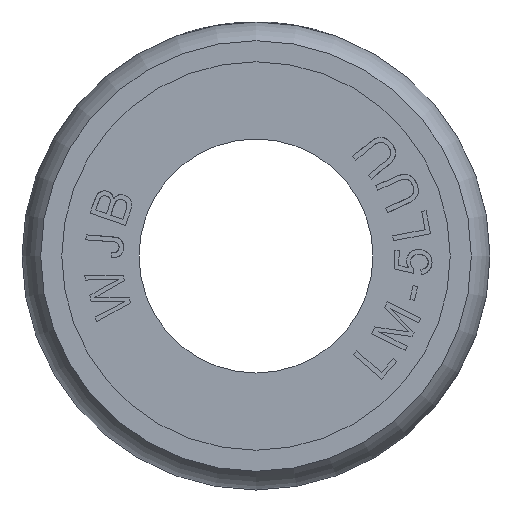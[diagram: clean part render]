
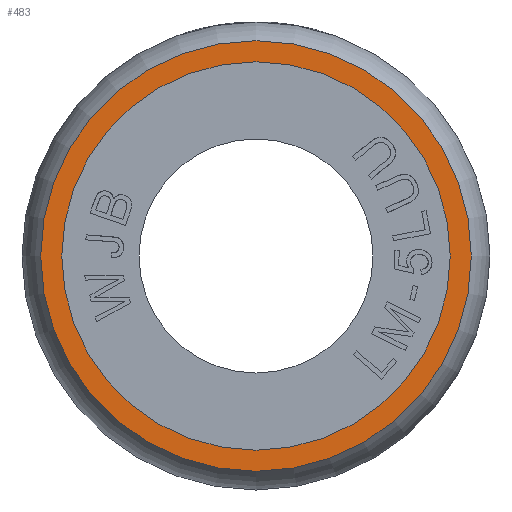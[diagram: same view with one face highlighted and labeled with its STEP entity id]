
A CAD part, left-side view. The second image highlights one B-rep face of the part: STEP entity #483.
In plain terms, the highlighted planar face has unit normal (-1, 0, 0).
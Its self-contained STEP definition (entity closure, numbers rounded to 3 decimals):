
#483=ADVANCED_FACE('',(#1064,#1065),#770,.T.);
#770=PLANE('',#5383);
#989=CIRCLE('',#5380,4.6);
#990=CIRCLE('',#5381,4.15);
#991=CIRCLE('',#5382,4.15);
#1064=FACE_BOUND('',#1139,.T.);
#1065=FACE_BOUND('',#1140,.T.);
#1139=EDGE_LOOP('',(#2005));
#1140=EDGE_LOOP('',(#2006,#2007));
#2005=ORIENTED_EDGE('',*,*,#3973,.T.);
#2006=ORIENTED_EDGE('',*,*,#3974,.F.);
#2007=ORIENTED_EDGE('',*,*,#3975,.F.);
#3473=VERTEX_POINT('',#7985);
#3474=VERTEX_POINT('',#7987);
#3475=VERTEX_POINT('',#7988);
#3973=EDGE_CURVE('',#3473,#3473,#989,.T.);
#3974=EDGE_CURVE('',#3474,#3475,#990,.T.);
#3975=EDGE_CURVE('',#3475,#3474,#991,.T.);
#5380=AXIS2_PLACEMENT_3D('',#7984,#5853,#5854);
#5381=AXIS2_PLACEMENT_3D('',#7986,#5855,#5856);
#5382=AXIS2_PLACEMENT_3D('',#7989,#5857,#5858);
#5383=AXIS2_PLACEMENT_3D('',#7990,#5859,#5860);
#5853=DIRECTION('',(-1.,0.,0.));
#5854=DIRECTION('',(0.,0.,1.));
#5855=DIRECTION('',(-1.,0.,0.));
#5856=DIRECTION('',(0.,0.,1.));
#5857=DIRECTION('',(-1.,0.,0.));
#5858=DIRECTION('',(0.,0.,1.));
#5859=DIRECTION('',(-1.,0.,0.));
#5860=DIRECTION('',(0.,0.,1.));
#7984=CARTESIAN_POINT('',(0.,0.,0.));
#7985=CARTESIAN_POINT('',(0.,0.,4.6));
#7986=CARTESIAN_POINT('',(0.,0.,0.));
#7987=CARTESIAN_POINT('',(0.,0.,4.15));
#7988=CARTESIAN_POINT('',(0.,0.,
-4.15));
#7989=CARTESIAN_POINT('',(0.,0.,0.));
#7990=CARTESIAN_POINT('',(0.,-5.815,-5.7));
